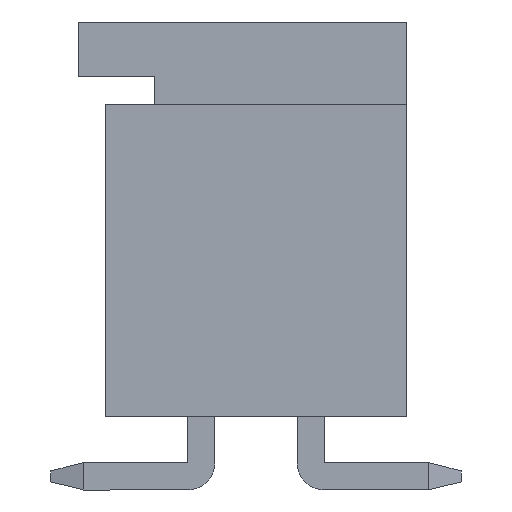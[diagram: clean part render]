
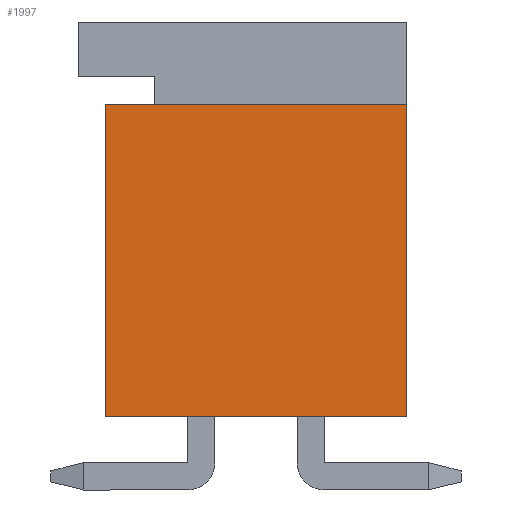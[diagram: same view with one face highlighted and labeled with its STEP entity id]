
A CAD part, left-side view. The second image highlights one B-rep face of the part: STEP entity #1997.
In plain terms, the highlighted planar face has unit normal (-1, 0, 0).
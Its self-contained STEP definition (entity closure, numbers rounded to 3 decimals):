
#1997 = ADVANCED_FACE( '', ( #3850 ), #3851, .T. );
#3850 = FACE_OUTER_BOUND( '', #5641, .T. );
#3851 = PLANE( '', #5642 );
#5641 = EDGE_LOOP( '', ( #10602, #10603, #10604, #10605 ) );
#5642 = AXIS2_PLACEMENT_3D( '', #10606, #10607, #10608 );
#10602 = ORIENTED_EDGE( '', *, *, #11941, .F. );
#10603 = ORIENTED_EDGE( '', *, *, #13471, .F. );
#10604 = ORIENTED_EDGE( '', *, *, #12555, .T. );
#10605 = ORIENTED_EDGE( '', *, *, #12951, .T. );
#10606 = CARTESIAN_POINT( '', ( -28.625, -2.75, -2.85 ) );
#10607 = DIRECTION( '', ( -1., 0., 0. ) );
#10608 = DIRECTION( '', ( 0., 0., 1. ) );
#11941 = EDGE_CURVE( '', #14515, #14517, #14518, .T. );
#12555 = EDGE_CURVE( '', #15509, #15507, #15510, .T. );
#12951 = EDGE_CURVE( '', #15507, #14517, #16102, .T. );
#13471 = EDGE_CURVE( '', #15509, #14515, #16768, .T. );
#14515 = VERTEX_POINT( '', #18204 );
#14517 = VERTEX_POINT( '', #18207 );
#14518 = LINE( '', #18208, #18209 );
#15507 = VERTEX_POINT( '', #19680 );
#15509 = VERTEX_POINT( '', #19683 );
#15510 = LINE( '', #19684, #19685 );
#16102 = LINE( '', #20589, #20590 );
#16768 = LINE( '', #21632, #21633 );
#18204 = CARTESIAN_POINT( '', ( -28.625, 2.75, -2.85 ) );
#18207 = CARTESIAN_POINT( '', ( -28.625, 2.75, 2.85 ) );
#18208 = CARTESIAN_POINT( '', ( -28.625, 2.75, -2.85 ) );
#18209 = VECTOR( '', #22356, 1000. );
#19680 = CARTESIAN_POINT( '', ( -28.625, -2.75, 2.85 ) );
#19683 = CARTESIAN_POINT( '', ( -28.625, -2.75, -2.85 ) );
#19684 = CARTESIAN_POINT( '', ( -28.625, -2.75, -2.85 ) );
#19685 = VECTOR( '', #22840, 1000. );
#20589 = CARTESIAN_POINT( '', ( -28.625, -2.75, 2.85 ) );
#20590 = VECTOR( '', #23153, 1000. );
#21632 = CARTESIAN_POINT( '', ( -28.625, -2.75, -2.85 ) );
#21633 = VECTOR( '', #23536, 1000. );
#22356 = DIRECTION( '', ( 0., 0., 1. ) );
#22840 = DIRECTION( '', ( 0., 0., 1. ) );
#23153 = DIRECTION( '', ( 0., 1., 0. ) );
#23536 = DIRECTION( '', ( 0., 1., 0. ) );
